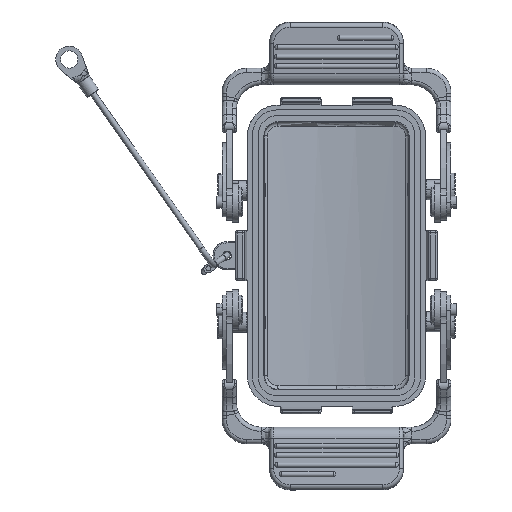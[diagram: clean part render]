
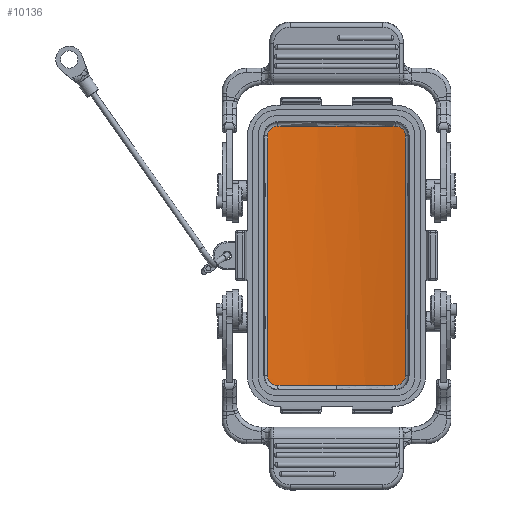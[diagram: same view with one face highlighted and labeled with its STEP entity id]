
A CAD part, front view. The second image highlights one B-rep face of the part: STEP entity #10136.
In plain terms, the highlighted cylindrical face has radius 77.4 mm (diameter 154.8 mm), a partial arc.
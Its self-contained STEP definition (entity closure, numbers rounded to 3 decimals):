
#5413=CYLINDRICAL_SURFACE('',#33193,77.4);
#6261=LINE('',#48005,#8181);
#6262=LINE('',#48051,#8182);
#8181=VECTOR('',#37100,1.);
#8182=VECTOR('',#37109,1.);
#10136=ADVANCED_FACE('NONE',(#11992),#5413,.F.);
#11992=FACE_OUTER_BOUND('',#13610,.T.);
#13610=EDGE_LOOP('',(#18426,#18427,#18428,#18429,#18430,#18431,#18432,#18433,
#18434,#18435,#18436,#18437,#18438));
#18426=ORIENTED_EDGE('',*,*,#28355,.T.);
#18427=ORIENTED_EDGE('',*,*,#28354,.T.);
#18428=ORIENTED_EDGE('',*,*,#28358,.T.);
#18429=ORIENTED_EDGE('',*,*,#28357,.F.);
#18430=ORIENTED_EDGE('',*,*,#28360,.T.);
#18431=ORIENTED_EDGE('',*,*,#28362,.T.);
#18432=ORIENTED_EDGE('',*,*,#28364,.T.);
#18433=ORIENTED_EDGE('',*,*,#28368,.T.);
#18434=ORIENTED_EDGE('',*,*,#28367,.T.);
#18435=ORIENTED_EDGE('',*,*,#28366,.F.);
#18436=ORIENTED_EDGE('',*,*,#28370,.T.);
#18437=ORIENTED_EDGE('',*,*,#28371,.T.);
#18438=ORIENTED_EDGE('',*,*,#28350,.T.);
#25255=VERTEX_POINT('',#47947);
#25256=VERTEX_POINT('',#47948);
#25257=VERTEX_POINT('',#47962);
#25258=VERTEX_POINT('',#47967);
#25259=VERTEX_POINT('',#47977);
#25260=VERTEX_POINT('',#47982);
#25261=VERTEX_POINT('',#47992);
#25262=VERTEX_POINT('',#48004);
#25263=VERTEX_POINT('',#48011);
#25264=VERTEX_POINT('',#48023);
#25265=VERTEX_POINT('',#48028);
#25266=VERTEX_POINT('',#48033);
#25267=VERTEX_POINT('',#48043);
#28350=EDGE_CURVE('NONE',#25255,#25256,#31647,.T.);
#28354=EDGE_CURVE('NONE',#25258,#25257,#31651,.T.);
#28355=EDGE_CURVE('NONE',#25256,#25258,#31652,.T.);
#28357=EDGE_CURVE('NONE',#25259,#25260,#31654,.T.);
#28358=EDGE_CURVE('NONE',#25257,#25260,#31655,.T.);
#28360=EDGE_CURVE('NONE',#25259,#25261,#31657,.T.);
#28362=EDGE_CURVE('NONE',#25261,#25262,#6261,.T.);
#28364=EDGE_CURVE('NONE',#25262,#25263,#31660,.T.);
#28366=EDGE_CURVE('NONE',#25264,#25265,#31662,.T.);
#28367=EDGE_CURVE('NONE',#25266,#25265,#31663,.T.);
#28368=EDGE_CURVE('NONE',#25263,#25266,#31664,.T.);
#28370=EDGE_CURVE('NONE',#25264,#25267,#31666,.T.);
#28371=EDGE_CURVE('NONE',#25267,#25255,#6262,.T.);
#31647=B_SPLINE_CURVE_WITH_KNOTS('',3,(#47941,#47942,#47943,#47944,#47945,
#47946),.UNSPECIFIED.,.F.,.F.,(4,2,4),(0.,0.5,1.),.UNSPECIFIED.);
#31651=B_SPLINE_CURVE_WITH_KNOTS('',3,(#47963,#47964,#47965,#47966),
 .UNSPECIFIED.,.F.,.F.,(4,4),(0.,1.),.UNSPECIFIED.);
#31652=B_SPLINE_CURVE_WITH_KNOTS('',3,(#47968,#47969,#47970,#47971),
 .UNSPECIFIED.,.F.,.F.,(4,4),(0.,1.),.UNSPECIFIED.);
#31654=B_SPLINE_CURVE_WITH_KNOTS('',3,(#47978,#47979,#47980,#47981),
 .UNSPECIFIED.,.F.,.F.,(4,4),(0.,1.),.UNSPECIFIED.);
#31655=B_SPLINE_CURVE_WITH_KNOTS('',3,(#47983,#47984,#47985,#47986),
 .UNSPECIFIED.,.F.,.F.,(4,4),(0.,1.),.UNSPECIFIED.);
#31657=B_SPLINE_CURVE_WITH_KNOTS('',3,(#47993,#47994,#47995,#47996,#47997,
#47998),.UNSPECIFIED.,.F.,.F.,(4,2,4),(0.,0.5,1.),.UNSPECIFIED.);
#31660=B_SPLINE_CURVE_WITH_KNOTS('',3,(#48012,#48013,#48014,#48015,#48016,
#48017),.UNSPECIFIED.,.F.,.F.,(4,2,4),(0.,0.5,1.),.UNSPECIFIED.);
#31662=B_SPLINE_CURVE_WITH_KNOTS('',3,(#48024,#48025,#48026,#48027),
 .UNSPECIFIED.,.F.,.F.,(4,4),(0.,1.),.UNSPECIFIED.);
#31663=B_SPLINE_CURVE_WITH_KNOTS('',3,(#48029,#48030,#48031,#48032),
 .UNSPECIFIED.,.F.,.F.,(4,4),(0.,1.),.UNSPECIFIED.);
#31664=B_SPLINE_CURVE_WITH_KNOTS('',3,(#48034,#48035,#48036,#48037),
 .UNSPECIFIED.,.F.,.F.,(4,4),(0.,1.),.UNSPECIFIED.);
#31666=B_SPLINE_CURVE_WITH_KNOTS('',3,(#48044,#48045,#48046,#48047,#48048,
#48049),.UNSPECIFIED.,.F.,.F.,(4,2,4),(0.,0.5,1.),.UNSPECIFIED.);
#33193=AXIS2_PLACEMENT_3D('',#48053,#37112,#37113);
#37100=DIRECTION('',(0.,0.,1.));
#37109=DIRECTION('',(0.,0.,-1.));
#37112=DIRECTION('',(0.,0.,1.));
#37113=DIRECTION('',(1.,0.,0.));
#47941=CARTESIAN_POINT('',(-58.205,-13.547,25.105));
#47942=CARTESIAN_POINT('',(-58.205,-13.547,24.459));
#47943=CARTESIAN_POINT('',(-57.951,-13.489,23.853));
#47944=CARTESIAN_POINT('',(-57.003,-13.29,22.937));
#47945=CARTESIAN_POINT('',(-56.434,-13.175,22.708));
#47946=CARTESIAN_POINT('',(-55.769,-13.05,22.709));
#47947=CARTESIAN_POINT('',(-58.205,-13.547,25.105));
#47948=CARTESIAN_POINT('',(-55.769,-13.05,22.709));
#47962=CARTESIAN_POINT('',(-41.525,-11.728,22.72));
#47963=CARTESIAN_POINT('',(-55.151,-12.937,22.71));
#47964=CARTESIAN_POINT('',(-50.661,-12.134,22.717));
#47965=CARTESIAN_POINT('',(-46.095,-11.728,22.72));
#47966=CARTESIAN_POINT('',(-41.525,-11.728,22.72));
#47967=CARTESIAN_POINT('',(-55.151,-12.937,22.71));
#47968=CARTESIAN_POINT('',(-55.769,-13.05,22.709));
#47969=CARTESIAN_POINT('',(-55.564,-13.011,22.709));
#47970=CARTESIAN_POINT('',(-55.357,-12.974,22.71));
#47971=CARTESIAN_POINT('',(-55.151,-12.937,22.71));
#47977=CARTESIAN_POINT('',(-27.281,-13.049,22.709));
#47978=CARTESIAN_POINT('',(-27.281,-13.05,22.709));
#47979=CARTESIAN_POINT('',(-27.487,-13.011,22.709));
#47980=CARTESIAN_POINT('',(-27.693,-12.974,22.71));
#47981=CARTESIAN_POINT('',(-27.899,-12.937,22.71));
#47982=CARTESIAN_POINT('',(-27.899,-12.937,22.71));
#47983=CARTESIAN_POINT('',(-41.525,-11.728,22.72));
#47984=CARTESIAN_POINT('',(-36.955,-11.728,22.72));
#47985=CARTESIAN_POINT('',(-32.39,-12.134,22.717));
#47986=CARTESIAN_POINT('',(-27.899,-12.937,22.71));
#47992=CARTESIAN_POINT('',(-24.845,-13.547,25.105));
#47993=CARTESIAN_POINT('',(-27.281,-13.05,22.709));
#47994=CARTESIAN_POINT('',(-26.616,-13.175,22.708));
#47995=CARTESIAN_POINT('',(-26.036,-13.292,22.947));
#47996=CARTESIAN_POINT('',(-25.108,-13.488,23.845));
#47997=CARTESIAN_POINT('',(-24.845,-13.547,24.46));
#47998=CARTESIAN_POINT('',(-24.845,-13.547,25.105));
#48004=CARTESIAN_POINT('',(-24.846,-13.548,83.034));
#48005=CARTESIAN_POINT('',(-24.845,-13.547,19.019));
#48011=CARTESIAN_POINT('',(-27.281,-13.05,85.429));
#48012=CARTESIAN_POINT('',(-24.845,-13.547,83.034));
#48013=CARTESIAN_POINT('',(-24.845,-13.547,83.679));
#48014=CARTESIAN_POINT('',(-25.1,-13.489,84.286));
#48015=CARTESIAN_POINT('',(-26.047,-13.29,85.202));
#48016=CARTESIAN_POINT('',(-26.616,-13.175,85.43));
#48017=CARTESIAN_POINT('',(-27.281,-13.05,85.429));
#48023=CARTESIAN_POINT('',(-55.77,-13.049,85.429));
#48024=CARTESIAN_POINT('',(-55.769,-13.05,85.429));
#48025=CARTESIAN_POINT('',(-55.564,-13.012,85.429));
#48026=CARTESIAN_POINT('',(-55.357,-12.974,85.429));
#48027=CARTESIAN_POINT('',(-55.151,-12.937,85.428));
#48028=CARTESIAN_POINT('',(-55.151,-12.937,85.428));
#48029=CARTESIAN_POINT('',(-27.899,-12.937,85.428));
#48030=CARTESIAN_POINT('',(-36.888,-11.329,85.415));
#48031=CARTESIAN_POINT('',(-46.162,-11.329,85.415));
#48032=CARTESIAN_POINT('',(-55.151,-12.937,85.428));
#48033=CARTESIAN_POINT('',(-27.899,-12.937,85.428));
#48034=CARTESIAN_POINT('',(-27.281,-13.05,85.429));
#48035=CARTESIAN_POINT('',(-27.487,-13.011,85.429));
#48036=CARTESIAN_POINT('',(-27.693,-12.974,85.429));
#48037=CARTESIAN_POINT('',(-27.899,-12.937,85.428));
#48043=CARTESIAN_POINT('',(-58.205,-13.547,83.034));
#48044=CARTESIAN_POINT('',(-55.769,-13.05,85.429));
#48045=CARTESIAN_POINT('',(-56.435,-13.175,85.43));
#48046=CARTESIAN_POINT('',(-57.014,-13.292,85.192));
#48047=CARTESIAN_POINT('',(-57.942,-13.488,84.294));
#48048=CARTESIAN_POINT('',(-58.205,-13.547,83.678));
#48049=CARTESIAN_POINT('',(-58.205,-13.547,83.034));
#48051=CARTESIAN_POINT('',(-58.205,-13.547,19.019));
#48053=CARTESIAN_POINT('',(-41.525,-89.128,19.019));
